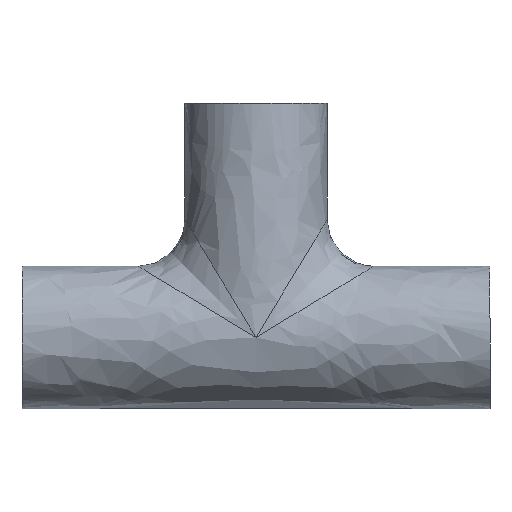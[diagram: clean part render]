
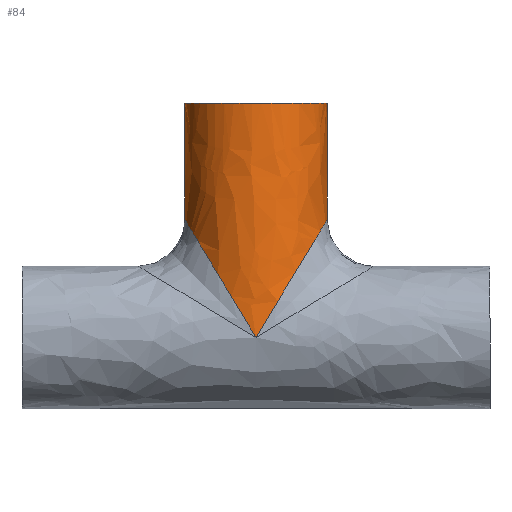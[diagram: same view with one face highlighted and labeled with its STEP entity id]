
A CAD part, front view. The second image highlights one B-rep face of the part: STEP entity #84.
In plain terms, the highlighted free-form (B-spline) face has degree [2, 1] with [7, 2] control points.
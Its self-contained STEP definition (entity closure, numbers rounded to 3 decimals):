
#84=ADVANCED_FACE('',(#236),#2379,.T.);
#236=FACE_OUTER_BOUND('',#390,.T.);
#390=EDGE_LOOP('',(#746,#747,#748,#749,#750,#751,#752));
#746=ORIENTED_EDGE('',*,*,#1349,.T.);
#747=ORIENTED_EDGE('',*,*,#1403,.F.);
#748=ORIENTED_EDGE('',*,*,#1360,.F.);
#749=ORIENTED_EDGE('',*,*,#1377,.T.);
#750=ORIENTED_EDGE('',*,*,#1397,.T.);
#751=ORIENTED_EDGE('',*,*,#1382,.F.);
#752=ORIENTED_EDGE('',*,*,#1404,.F.);
#1349=EDGE_CURVE('',#2133,#2098,#1902,.T.);
#1360=EDGE_CURVE('',#2109,#2108,#1702,.T.);
#1377=EDGE_CURVE('',#2109,#2121,#1910,.T.);
#1382=EDGE_CURVE('',#2106,#2122,#1716,.T.);
#1397=EDGE_CURVE('',#2121,#2122,#1917,.T.);
#1403=EDGE_CURVE('',#2108,#2098,#1921,.T.);
#1404=EDGE_CURVE('',#2133,#2106,#1922,.T.);
#1702=B_SPLINE_CURVE_WITH_KNOTS('',1,(#4153,#4154),.UNSPECIFIED.,.F.,.F.,
(2,2),(0.,9.),.UNSPECIFIED.);
#1716=B_SPLINE_CURVE_WITH_KNOTS('',1,(#4283,#4284),.UNSPECIFIED.,.F.,.F.,
(2,2),(-9.,0.),.UNSPECIFIED.);
#1902=(
BOUNDED_CURVE()
B_SPLINE_CURVE(2,(#4110,#4111,#4112,#4113,#4114),.UNSPECIFIED.,.F.,.F.)
B_SPLINE_CURVE_WITH_KNOTS((3,2,3),(82.467,109.956,137.445),
 .UNSPECIFIED.)
CURVE()
GEOMETRIC_REPRESENTATION_ITEM()
RATIONAL_B_SPLINE_CURVE((1.,0.707,1.,0.707,
1.))
REPRESENTATION_ITEM('')
);
#1910=(
BOUNDED_CURVE()
B_SPLINE_CURVE(3,(#4215,#4216,#4217,#4218,#4219,#4220,#4221,#4222,#4223,
#4224,#4225,#4226,#4227,#4228,#4229,#4230,#4231,#4232,#4233,#4234,#4235,
#4236,#4237,#4238,#4239,#4240),.UNSPECIFIED.,.F.,.F.)
B_SPLINE_CURVE_WITH_KNOTS((4,2,2,2,2,2,2,2,2,2,2,2,4),(-41.405,
-38.818,-36.23,-33.642,-31.054,
-28.466,-25.878,-23.291,-20.703,
-15.527,-10.351,-5.176,0.),.UNSPECIFIED.)
CURVE()
GEOMETRIC_REPRESENTATION_ITEM()
RATIONAL_B_SPLINE_CURVE((1.,1.,1.,1.,1.,1.,1.,1.,1.,1.,1.,1.,1.,1.,1.,1.,
1.,1.,1.,1.,1.,1.,1.,1.,1.,1.))
REPRESENTATION_ITEM('')
);
#1917=(
BOUNDED_CURVE()
B_SPLINE_CURVE(3,(#4317,#4318,#4319,#4320,#4321,#4322,#4323,#4324,#4325,
#4326,#4327,#4328,#4329,#4330,#4331,#4332,#4333,#4334,#4335,#4336,#4337,
#4338,#4339,#4340,#4341,#4342),.UNSPECIFIED.,.F.,.F.)
B_SPLINE_CURVE_WITH_KNOTS((4,2,2,2,2,2,2,2,2,2,2,2,4),(0.,5.176,
10.351,15.527,20.703,23.291,25.878,
28.466,31.054,33.642,36.23,38.818,
41.405),.UNSPECIFIED.)
CURVE()
GEOMETRIC_REPRESENTATION_ITEM()
RATIONAL_B_SPLINE_CURVE((1.,1.,1.,1.,1.,1.,1.,1.,1.,1.,1.,1.,1.,1.,1.,1.,
1.,1.,1.,1.,1.,1.,1.,1.,1.,1.))
REPRESENTATION_ITEM('')
);
#1921=(
BOUNDED_CURVE()
B_SPLINE_CURVE(1,(#4411,#4412),.UNSPECIFIED.,.F.,.F.)
B_SPLINE_CURVE_WITH_KNOTS((2,2),(-18.5,-3.149),.UNSPECIFIED.)
CURVE()
GEOMETRIC_REPRESENTATION_ITEM()
RATIONAL_B_SPLINE_CURVE((1.,1.))
REPRESENTATION_ITEM('')
);
#1922=(
BOUNDED_CURVE()
B_SPLINE_CURVE(1,(#4413,#4414),.UNSPECIFIED.,.F.,.F.)
B_SPLINE_CURVE_WITH_KNOTS((2,2),(3.149,18.5),.UNSPECIFIED.)
CURVE()
GEOMETRIC_REPRESENTATION_ITEM()
RATIONAL_B_SPLINE_CURVE((1.,1.))
REPRESENTATION_ITEM('')
);
#2098=VERTEX_POINT('',#3547);
#2106=VERTEX_POINT('',#3555);
#2108=VERTEX_POINT('',#3557);
#2109=VERTEX_POINT('',#3558);
#2121=VERTEX_POINT('',#3570);
#2122=VERTEX_POINT('',#3571);
#2133=VERTEX_POINT('',#3582);
#2379=(
BOUNDED_SURFACE()
B_SPLINE_SURFACE(2,1,((#3368,#3369),(#3370,#3371),(#3372,#3373),(#3374,
#3375),(#3376,#3377),(#3378,#3379),(#3380,#3381)),.UNSPECIFIED.,.F.,.F.,
 .F.)
B_SPLINE_SURFACE_WITH_KNOTS((3,2,2,3),(2,2),(0.,27.489,54.978,
82.467),(0.,67.802),.UNSPECIFIED.)
GEOMETRIC_REPRESENTATION_ITEM()
RATIONAL_B_SPLINE_SURFACE(((1.,1.),(0.707,0.707),
(1.,1.),(0.707,0.707),(1.,1.),(0.707,
0.707),(1.,1.)))
REPRESENTATION_ITEM('')
SURFACE()
);
#3368=CARTESIAN_POINT('',(-57.5,17.5,73.776));
#3369=CARTESIAN_POINT('',(-57.5,17.5,5.974));
#3370=CARTESIAN_POINT('',(-40.,17.5,73.776));
#3371=CARTESIAN_POINT('',(-40.,17.5,5.974));
#3372=CARTESIAN_POINT('',(-40.,0.,73.776));
#3373=CARTESIAN_POINT('',(-40.,0.,5.974));
#3374=CARTESIAN_POINT('',(-40.,-17.5,73.776));
#3375=CARTESIAN_POINT('',(-40.,-17.5,5.974));
#3376=CARTESIAN_POINT('',(-57.5,-17.5,73.776));
#3377=CARTESIAN_POINT('',(-57.5,-17.5,5.974));
#3378=CARTESIAN_POINT('',(-75.,-17.5,73.776));
#3379=CARTESIAN_POINT('',(-75.,-17.5,5.974));
#3380=CARTESIAN_POINT('',(-75.,0.,73.776));
#3381=CARTESIAN_POINT('',(-75.,0.,5.974));
#3547=CARTESIAN_POINT('',(-75.,0.,69.125));
#3555=CARTESIAN_POINT('',(-40.,0.,49.625));
#3557=CARTESIAN_POINT('',(-75.,0.,49.625));
#3558=CARTESIAN_POINT('',(-75.,0.,40.625));
#3570=CARTESIAN_POINT('',(-57.5,-17.5,11.625));
#3571=CARTESIAN_POINT('',(-40.,0.,40.625));
#3582=CARTESIAN_POINT('',(-40.,0.,69.125));
#4110=CARTESIAN_POINT('',(-40.,0.,69.125));
#4111=CARTESIAN_POINT('',(-40.,-17.5,69.125));
#4112=CARTESIAN_POINT('',(-57.5,-17.5,69.125));
#4113=CARTESIAN_POINT('',(-75.,-17.5,69.125));
#4114=CARTESIAN_POINT('',(-75.,0.,69.125));
#4153=CARTESIAN_POINT('',(-75.,0.,40.625));
#4154=CARTESIAN_POINT('',(-75.,0.,49.625));
#4215=CARTESIAN_POINT('',(-75.,0.,40.625));
#4216=CARTESIAN_POINT('',(-75.,-0.573,40.625));
#4217=CARTESIAN_POINT('',(-74.972,-1.145,40.578));
#4218=CARTESIAN_POINT('',(-74.86,-2.285,40.392));
#4219=CARTESIAN_POINT('',(-74.775,-2.852,40.253));
#4220=CARTESIAN_POINT('',(-74.552,-3.976,39.883));
#4221=CARTESIAN_POINT('',(-74.413,-4.532,39.652));
#4222=CARTESIAN_POINT('',(-74.08,-5.628,39.101));
#4223=CARTESIAN_POINT('',(-73.887,-6.168,38.781));
#4224=CARTESIAN_POINT('',(-73.449,-7.226,38.054));
#4225=CARTESIAN_POINT('',(-73.204,-7.744,37.648));
#4226=CARTESIAN_POINT('',(-72.664,-8.755,36.753));
#4227=CARTESIAN_POINT('',(-72.369,-9.246,36.265));
#4228=CARTESIAN_POINT('',(-71.733,-10.199,35.21));
#4229=CARTESIAN_POINT('',(-71.391,-10.659,34.644));
#4230=CARTESIAN_POINT('',(-70.664,-11.545,33.44));
#4231=CARTESIAN_POINT('',(-70.279,-11.969,32.802));
#4232=CARTESIAN_POINT('',(-69.064,-13.184,30.789));
#4233=CARTESIAN_POINT('',(-68.175,-13.914,29.315));
#4234=CARTESIAN_POINT('',(-66.27,-15.187,26.158));
#4235=CARTESIAN_POINT('',(-65.255,-15.73,24.476));
#4236=CARTESIAN_POINT('',(-63.139,-16.606,20.969));
#4237=CARTESIAN_POINT('',(-62.037,-16.94,19.144));
#4238=CARTESIAN_POINT('',(-59.791,-17.387,15.421));
#4239=CARTESIAN_POINT('',(-58.645,-17.5,13.523));
#4240=CARTESIAN_POINT('',(-57.5,-17.5,11.625));
#4283=CARTESIAN_POINT('',(-40.,0.,49.625));
#4284=CARTESIAN_POINT('',(-40.,0.,40.625));
#4317=CARTESIAN_POINT('',(-57.5,-17.5,11.625));
#4318=CARTESIAN_POINT('',(-56.355,-17.5,13.523));
#4319=CARTESIAN_POINT('',(-55.209,-17.387,15.421));
#4320=CARTESIAN_POINT('',(-52.963,-16.94,19.144));
#4321=CARTESIAN_POINT('',(-51.861,-16.606,20.969));
#4322=CARTESIAN_POINT('',(-49.745,-15.73,24.476));
#4323=CARTESIAN_POINT('',(-48.73,-15.187,26.158));
#4324=CARTESIAN_POINT('',(-46.825,-13.914,29.315));
#4325=CARTESIAN_POINT('',(-45.936,-13.184,30.789));
#4326=CARTESIAN_POINT('',(-44.721,-11.969,32.802));
#4327=CARTESIAN_POINT('',(-44.336,-11.545,33.44));
#4328=CARTESIAN_POINT('',(-43.609,-10.659,34.644));
#4329=CARTESIAN_POINT('',(-43.267,-10.199,35.21));
#4330=CARTESIAN_POINT('',(-42.631,-9.246,36.265));
#4331=CARTESIAN_POINT('',(-42.336,-8.755,36.753));
#4332=CARTESIAN_POINT('',(-41.796,-7.744,37.648));
#4333=CARTESIAN_POINT('',(-41.551,-7.226,38.054));
#4334=CARTESIAN_POINT('',(-41.113,-6.168,38.781));
#4335=CARTESIAN_POINT('',(-40.92,-5.628,39.101));
#4336=CARTESIAN_POINT('',(-40.587,-4.532,39.652));
#4337=CARTESIAN_POINT('',(-40.448,-3.976,39.883));
#4338=CARTESIAN_POINT('',(-40.225,-2.852,40.253));
#4339=CARTESIAN_POINT('',(-40.14,-2.285,40.392));
#4340=CARTESIAN_POINT('',(-40.028,-1.145,40.578));
#4341=CARTESIAN_POINT('',(-40.,-0.573,40.625));
#4342=CARTESIAN_POINT('',(-40.,0.,40.625));
#4411=CARTESIAN_POINT('',(-75.,0.,49.625));
#4412=CARTESIAN_POINT('',(-75.,0.,69.125));
#4413=CARTESIAN_POINT('',(-40.,0.,69.125));
#4414=CARTESIAN_POINT('',(-40.,0.,49.625));
